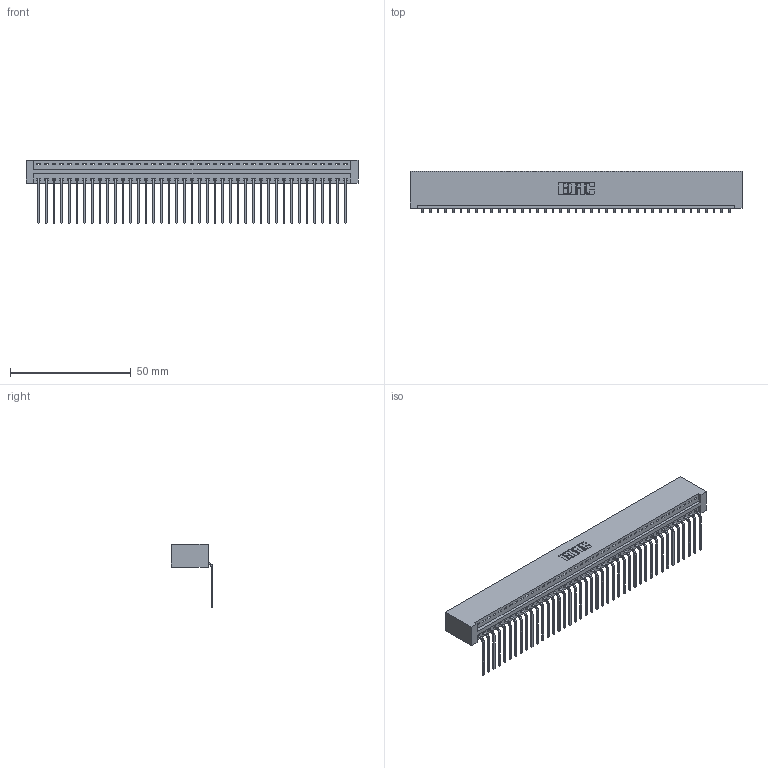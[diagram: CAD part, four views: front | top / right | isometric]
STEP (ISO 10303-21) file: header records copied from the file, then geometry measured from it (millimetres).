
FILE_DESCRIPTION (( 'STEP AP203' ), '1' );
FILE_NAME ('346-041-559-101.STEP', '2018-08-24T12:10:59', ( '' ), ( '' ), 'SwSTEP 2.0', 'SolidWorks 2016', '' );
FILE_SCHEMA (( 'CONFIG_CONTROL_DESIGN' ));
Length unit declared in the file: inch
Products named in the file (3): 346 Part_No Mounting Lugs; 345-292-001_558 559 Tail - 1; 346-041-559-101
Assembly tree (42 placements, depth 2):
  346-041-559-101
    346 Part_No Mounting Lugs
    345-292-001_558 559 Tail - 1  x41
Bounding box: 137.41 x 17.08 x 26.16 mm (x, y, z)
Volume: 13832.7 mm3; surface area: 18168.3 mm2
Topology: 42 solids, 42 shells, 2574 faces, 7767 edges, 5122 vertices
Faces by surface type: plane 1794, cylinder 780
Entity records: 25387 total; most frequent: CARTESIAN_POINT 4359, ORIENTED_EDGE 4334, DIRECTION 3841, EDGE_CURVE 2167, VECTOR 1879, LINE 1879, VERTEX_POINT 1442, AXIS2_PLACEMENT_3D 981
